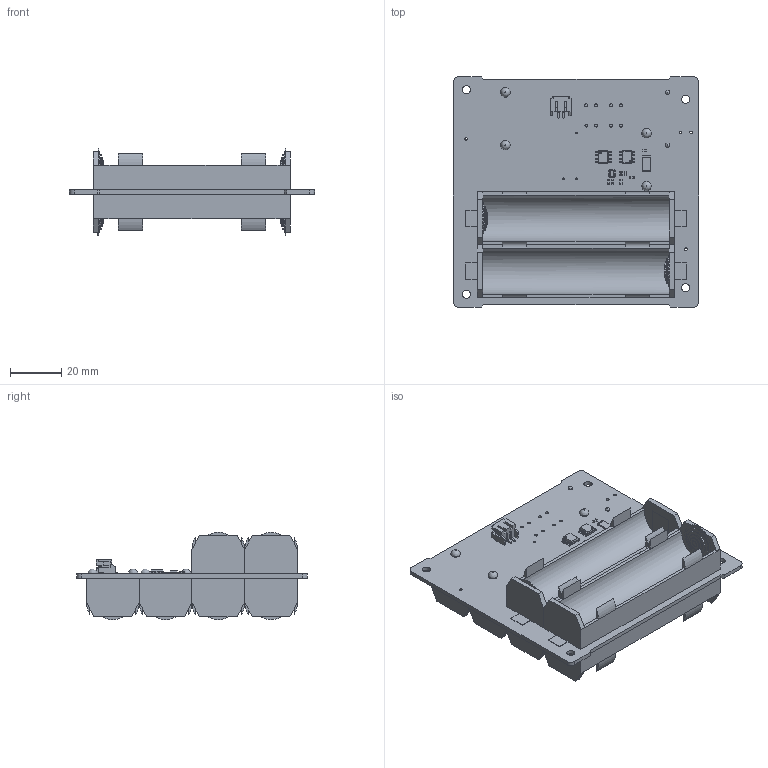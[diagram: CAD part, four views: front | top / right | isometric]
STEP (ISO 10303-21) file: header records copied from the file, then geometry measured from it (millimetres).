
FILE_DESCRIPTION(('KiCad electronic assembly'),'2;1');
FILE_NAME('batteryboard.step','2021-03-07T19:00:33',('An Author'),( 'A Company'),'Open CASCADE STEP processor 6.9', 'KiCad to STEP converter','Unknown');
FILE_SCHEMA(('AUTOMOTIVE_DESIGN { 1 0 10303 214 1 1 1 1 }'));
Length unit declared in the file: millimetre
Products named in the file (16): Open CASCADE STEP translator 6.9 1; BatteryHolder_Keystone_1042_1x18650; COMPOUND; S2B-PH-SM4-TB(LF)(SN)--3DModel-STEP-56544; C_0603_1608Metric; SOLID; R_0603_1608Metric; R_2512_6332Metric; SOIC-8_3.9x4.9mm_P1.27mm; R5460N233AF-TR-FE
Assembly tree (26 placements, depth 3):
  Open CASCADE STEP translator 6.9 1
    BatteryHolder_Keystone_1042_1x18650  x6
      COMPOUND
    S2B-PH-SM4-TB(LF)(SN)--3DModel-STEP-56544
      COMPOUND
    C_0603_1608Metric  x4
      SOLID
    R_0603_1608Metric  x3
      SOLID
    R_2512_6332Metric
      SOLID
    SOIC-8_3.9x4.9mm_P1.27mm  x2
      SOLID
    R5460N233AF-TR-FE
      COMPOUND
    COMPOUND
Bounding box: 95.89 x 90.17 x 34.27 mm (x, y, z)
Volume: 49840 mm3; surface area: 62636.9 mm2
Topology: 77 solids, 77 shells, 1363 faces, 3360 edges, 2152 vertices
Faces by surface type: plane 931, cylinder 350, bspline 64, revolution 18
Full cylindrical faces by diameter (mm): 0.02 x6, 0.206 x1, 0.5 x1, 0.6 x2, 0.7 x2, 1 x4, 1.2 x8, 1.57 x12, 2.4 x6, 3.2 x4, 3.45 x12, 3.68 x12, 4.8 x12, 7.2 x12, 9.6 x12, 12 x6
Entity records: 44184 total; most frequent: CARTESIAN_POINT 7790, DIRECTION 6353, LINE 4217, VECTOR 4217, ORIENTED_EDGE 3310, PCURVE 3310, DEFINITIONAL_REPRESENTATION 3310, EDGE_CURVE 1655
